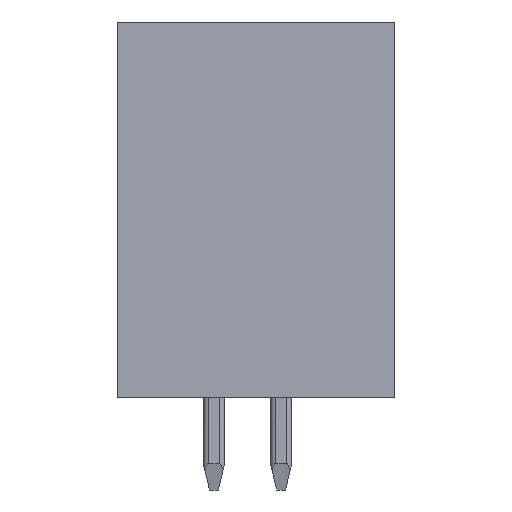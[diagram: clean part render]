
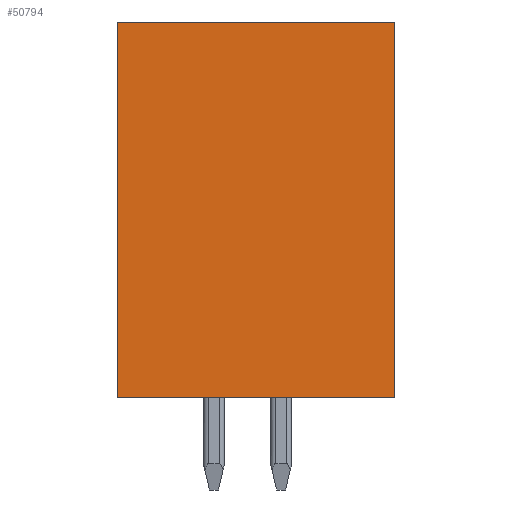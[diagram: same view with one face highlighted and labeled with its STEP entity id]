
A CAD part, front view. The second image highlights one B-rep face of the part: STEP entity #50794.
In plain terms, the highlighted planar face has unit normal (0, -1, 0).
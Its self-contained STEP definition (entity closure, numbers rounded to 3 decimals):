
#19931=DIRECTION('',(0.,0.,-1.));
#19932=VECTOR('',#19931,14.2);
#19933=CARTESIAN_POINT('',(-5.25,-53.05,7.1));
#19934=LINE('',#19933,#19932);
#19935=DIRECTION('',(-1.,0.,0.));
#19936=VECTOR('',#19935,10.5);
#19937=CARTESIAN_POINT('',(5.25,-53.05,7.1));
#19938=LINE('',#19937,#19936);
#19939=DIRECTION('',(0.,0.,1.));
#19940=VECTOR('',#19939,14.2);
#19941=CARTESIAN_POINT('',(5.25,-53.05,-7.1));
#19942=LINE('',#19941,#19940);
#19943=DIRECTION('',(1.,0.,0.));
#19944=VECTOR('',#19943,10.5);
#19945=CARTESIAN_POINT('',(-5.25,-53.05,-7.1));
#19946=LINE('',#19945,#19944);
#20055=CARTESIAN_POINT('',(-5.25,-53.05,7.1));
#20056=CARTESIAN_POINT('',(-5.25,-53.05,-7.1));
#20057=VERTEX_POINT('',#20055);
#20058=VERTEX_POINT('',#20056);
#20059=CARTESIAN_POINT('',(5.25,-53.05,-7.1));
#20060=VERTEX_POINT('',#20059);
#20061=CARTESIAN_POINT('',(5.25,-53.05,7.1));
#20062=VERTEX_POINT('',#20061);
#50783=CARTESIAN_POINT('',(0.,-53.05,0.));
#50784=DIRECTION('',(0.,-1.,0.));
#50785=DIRECTION('',(1.,0.,0.));
#50786=AXIS2_PLACEMENT_3D('',#50783,#50784,#50785);
#50787=PLANE('',#50786);
#50788=ORIENTED_EDGE('',*,*,#24958,.F.);
#50789=ORIENTED_EDGE('',*,*,#25548,.F.);
#50790=ORIENTED_EDGE('',*,*,#25661,.F.);
#50791=ORIENTED_EDGE('',*,*,#25990,.F.);
#50792=EDGE_LOOP('',(#50788,#50789,#50790,#50791));
#50793=FACE_OUTER_BOUND('',#50792,.F.);
#50794=ADVANCED_FACE('',(#50793),#50787,.T.);
#24958=EDGE_CURVE('',#20057,#20058,#19934,.T.);
#25548=EDGE_CURVE('',#20062,#20057,#19938,.T.);
#25661=EDGE_CURVE('',#20060,#20062,#19942,.T.);
#25990=EDGE_CURVE('',#20058,#20060,#19946,.T.);
